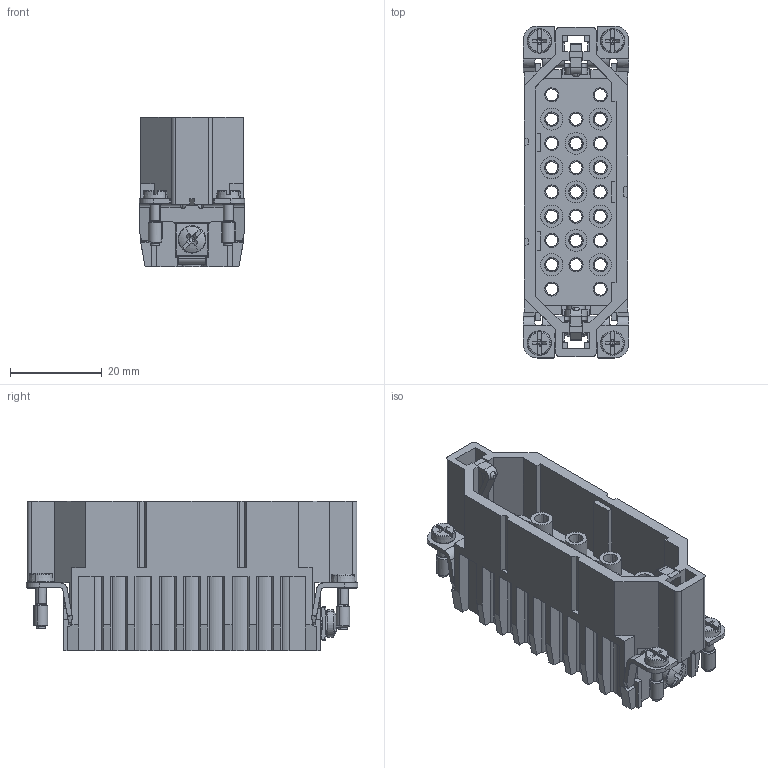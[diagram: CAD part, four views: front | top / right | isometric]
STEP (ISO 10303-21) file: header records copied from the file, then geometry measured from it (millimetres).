
FILE_DESCRIPTION(('CATIA V5 STEP','CAx-IF Rec.Pracs.--- Model Styling and Organization---1.2---2011-12-15'),'2;1');
FILE_NAME ('13455247_2', '2018-08-20T07:47:29+00:00', ('none'), ('Weidmueller'), 'CATIA Version 5-6 Release 2014 SP4 HF52', 'CATIA V5 STEP AP214', 'none');
FILE_SCHEMA(('AUTOMOTIVE_DESIGN { 1 0 10303 214 1 1 1 1 }'));
Length unit declared in the file: millimetre
Products named in the file (1): 1650810000
Bounding box: 23 x 72.5 x 32.7 mm (x, y, z)
Volume: 19031 mm3; surface area: 21830.5 mm2
Topology: 2 solids, 7 shells, 1610 faces, 4509 edges, 2862 vertices
Faces by surface type: plane 799, cone 375, cylinder 372, torus 52, sphere 8, revolution 2, bspline 2
Entity records: 48617 total; most frequent: CARTESIAN_POINT 11226, ORIENTED_EDGE 8988, DIRECTION 5716, EDGE_CURVE 4494, VERTEX_POINT 2862, VECTOR 2523, LINE 2523, AXIS2_PLACEMENT_3D 2209
